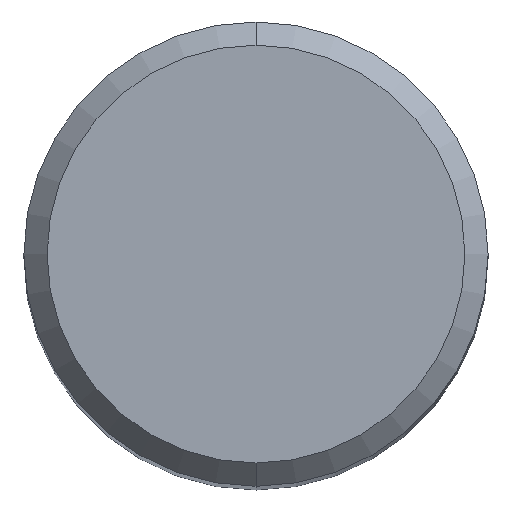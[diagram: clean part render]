
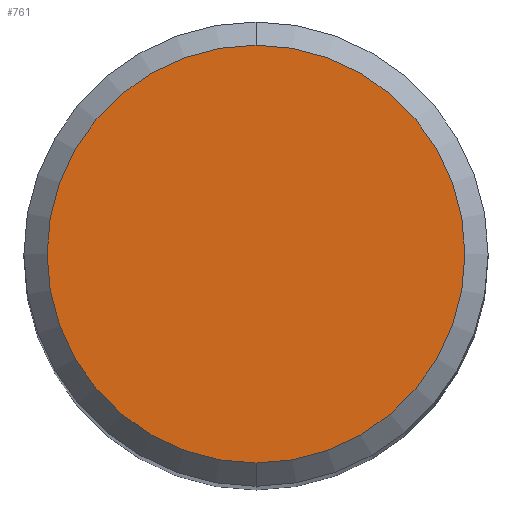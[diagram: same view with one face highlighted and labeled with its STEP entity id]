
A CAD part, top view. The second image highlights one B-rep face of the part: STEP entity #761.
In plain terms, the highlighted planar face has unit normal (0, 0, 1).
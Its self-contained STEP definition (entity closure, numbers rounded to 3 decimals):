
#383=EDGE_CURVE('',#677,#541,#1001,.T.);
#449=EDGE_CURVE('',#541,#677,#1072,.T.);
#541=VERTEX_POINT('',#1174);
#677=VERTEX_POINT('',#1324);
#761=ADVANCED_FACE('',(#1417),#1418,.T.);
#1001=CIRCLE('',#1803,4.5);
#1072=CIRCLE('',#2523,4.5);
#1174=CARTESIAN_POINT('',(0.0,4.5,0.0));
#1324=CARTESIAN_POINT('',(0.,-4.5,0.0));
#1417=FACE_OUTER_BOUND('',#4442,.T.);
#1418=PLANE('',#4443);
#1803=AXIS2_PLACEMENT_3D('',#5630,#5631,#5632);
#2523=AXIS2_PLACEMENT_3D('',#5712,#5713,#5714);
#4442=EDGE_LOOP('',(#6083,#6084));
#4443=AXIS2_PLACEMENT_3D('',#6085,#6086,#6087);
#5630=CARTESIAN_POINT('',(0.0,0.0,0.0));
#5631=DIRECTION('',(0.0,0.0,-1.0));
#5632=DIRECTION('',(0.0,1.0,0.0));
#5712=CARTESIAN_POINT('',(0.0,0.0,0.0));
#5713=DIRECTION('',(0.0,0.0,-1.0));
#5714=DIRECTION('',(0.0,1.0,0.0));
#6083=ORIENTED_EDGE('',*,*,#449,.F.);
#6084=ORIENTED_EDGE('',*,*,#383,.F.);
#6085=CARTESIAN_POINT('',(0.0,2.25,0.0));
#6086=DIRECTION('',(-0.0,0.0,1.0));
#6087=DIRECTION('',(0.0,-1.0,0.0));
